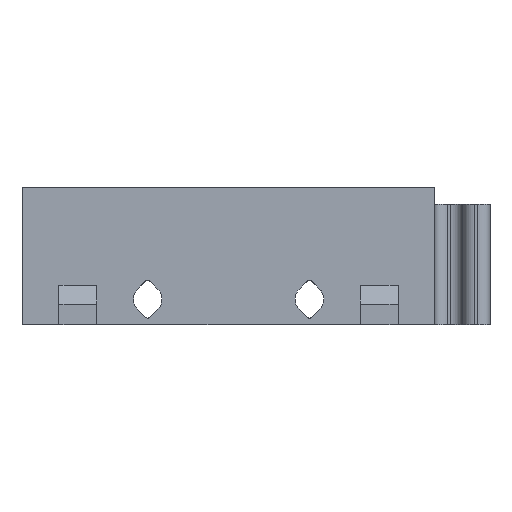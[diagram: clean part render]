
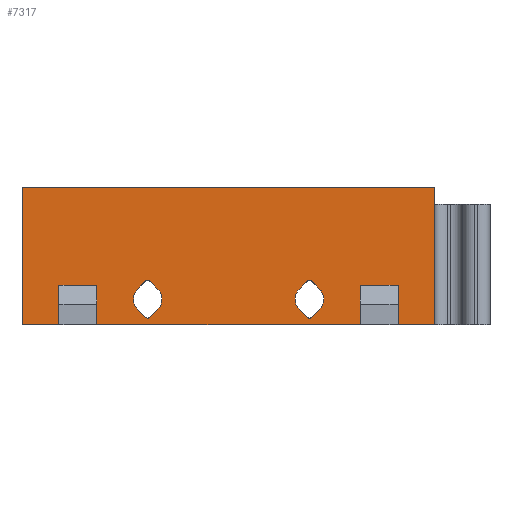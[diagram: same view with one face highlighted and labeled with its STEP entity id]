
A CAD part, front view. The second image highlights one B-rep face of the part: STEP entity #7317.
In plain terms, the highlighted planar face has unit normal (0, -1, 0).
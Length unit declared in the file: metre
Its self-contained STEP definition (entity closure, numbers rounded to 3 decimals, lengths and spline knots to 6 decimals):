
#136=CIRCLE('',#7786,0.0004);
#153=CIRCLE('',#7819,0.002075);
#154=CIRCLE('',#7820,0.0004);
#155=CIRCLE('',#7821,0.002075);
#156=CIRCLE('',#7822,0.0004);
#157=CIRCLE('',#7823,0.002075);
#158=CIRCLE('',#7824,0.002075);
#159=CIRCLE('',#7825,0.0004);
#388=PLANE('',#7818);
#617=LINE('',#10647,#1358);
#689=LINE('',#10963,#1430);
#693=LINE('',#10971,#1434);
#697=LINE('',#10979,#1438);
#904=LINE('',#11594,#1645);
#905=LINE('',#11596,#1646);
#906=LINE('',#11598,#1647);
#907=LINE('',#11599,#1648);
#908=LINE('',#11600,#1649);
#909=LINE('',#11601,#1650);
#910=LINE('',#11603,#1651);
#911=LINE('',#11605,#1652);
#912=LINE('',#11606,#1653);
#913=LINE('',#11611,#1654);
#914=LINE('',#11615,#1655);
#915=LINE('',#11619,#1656);
#916=LINE('',#11625,#1657);
#917=LINE('',#11626,#1658);
#918=LINE('',#11630,#1659);
#919=LINE('',#11634,#1660);
#1358=VECTOR('',#8267,1.);
#1430=VECTOR('',#8395,1.);
#1434=VECTOR('',#8399,1.);
#1438=VECTOR('',#8403,1.);
#1645=VECTOR('',#8928,1.);
#1646=VECTOR('',#8929,1.);
#1647=VECTOR('',#8930,1.);
#1648=VECTOR('',#8931,1.);
#1649=VECTOR('',#8932,1.);
#1650=VECTOR('',#8933,1.);
#1651=VECTOR('',#8934,1.);
#1652=VECTOR('',#8935,1.);
#1653=VECTOR('',#8936,1.);
#1654=VECTOR('',#8939,1.);
#1655=VECTOR('',#8942,1.);
#1656=VECTOR('',#8945,1.);
#1657=VECTOR('',#8950,1.);
#1658=VECTOR('',#8951,1.);
#1659=VECTOR('',#8954,1.);
#1660=VECTOR('',#8957,1.);
#2829=ORIENTED_EDGE('',*,*,#4557,.T.);
#2830=ORIENTED_EDGE('',*,*,#4857,.T.);
#2831=ORIENTED_EDGE('',*,*,#4858,.T.);
#2832=ORIENTED_EDGE('',*,*,#4859,.F.);
#2833=ORIENTED_EDGE('',*,*,#4553,.T.);
#2834=ORIENTED_EDGE('',*,*,#4860,.T.);
#2835=ORIENTED_EDGE('',*,*,#4425,.F.);
#2836=ORIENTED_EDGE('',*,*,#4861,.T.);
#2837=ORIENTED_EDGE('',*,*,#4561,.T.);
#2838=ORIENTED_EDGE('',*,*,#4862,.T.);
#2839=ORIENTED_EDGE('',*,*,#4863,.F.);
#2840=ORIENTED_EDGE('',*,*,#4864,.F.);
#2841=ORIENTED_EDGE('',*,*,#4865,.F.);
#2842=ORIENTED_EDGE('',*,*,#4866,.T.);
#2843=ORIENTED_EDGE('',*,*,#4867,.F.);
#2844=ORIENTED_EDGE('',*,*,#4868,.T.);
#2845=ORIENTED_EDGE('',*,*,#4869,.T.);
#2846=ORIENTED_EDGE('',*,*,#4870,.T.);
#2847=ORIENTED_EDGE('',*,*,#4871,.T.);
#2848=ORIENTED_EDGE('',*,*,#4872,.T.);
#2849=ORIENTED_EDGE('',*,*,#4873,.F.);
#2850=ORIENTED_EDGE('',*,*,#4874,.T.);
#2851=ORIENTED_EDGE('',*,*,#4812,.F.);
#2852=ORIENTED_EDGE('',*,*,#4875,.F.);
#2853=ORIENTED_EDGE('',*,*,#4876,.F.);
#2854=ORIENTED_EDGE('',*,*,#4877,.F.);
#2855=ORIENTED_EDGE('',*,*,#4878,.F.);
#2856=ORIENTED_EDGE('',*,*,#4879,.T.);
#4425=EDGE_CURVE('',#5494,#5495,#617,.F.);
#4553=EDGE_CURVE('',#5623,#5622,#689,.F.);
#4557=EDGE_CURVE('',#5627,#5626,#693,.F.);
#4561=EDGE_CURVE('',#5571,#5630,#697,.F.);
#4812=EDGE_CURVE('',#5837,#5838,#136,.F.);
#4857=EDGE_CURVE('',#5626,#5870,#904,.T.);
#4858=EDGE_CURVE('',#5870,#5871,#905,.T.);
#4859=EDGE_CURVE('',#5623,#5871,#906,.T.);
#4860=EDGE_CURVE('',#5622,#5495,#907,.T.);
#4861=EDGE_CURVE('',#5494,#5571,#908,.T.);
#4862=EDGE_CURVE('',#5630,#5872,#909,.T.);
#4863=EDGE_CURVE('',#5873,#5872,#910,.T.);
#4864=EDGE_CURVE('',#5627,#5873,#911,.T.);
#4865=EDGE_CURVE('',#5874,#5875,#912,.T.);
#4866=EDGE_CURVE('',#5874,#5876,#153,.T.);
#4867=EDGE_CURVE('',#5877,#5876,#913,.T.);
#4868=EDGE_CURVE('',#5877,#5878,#154,.T.);
#4869=EDGE_CURVE('',#5878,#5879,#914,.T.);
#4870=EDGE_CURVE('',#5879,#5880,#155,.T.);
#4871=EDGE_CURVE('',#5880,#5881,#915,.T.);
#4872=EDGE_CURVE('',#5881,#5875,#156,.T.);
#4873=EDGE_CURVE('',#5882,#5883,#157,.F.);
#4874=EDGE_CURVE('',#5882,#5838,#916,.T.);
#4875=EDGE_CURVE('',#5884,#5837,#917,.T.);
#4876=EDGE_CURVE('',#5885,#5884,#158,.F.);
#4877=EDGE_CURVE('',#5886,#5885,#918,.T.);
#4878=EDGE_CURVE('',#5887,#5886,#159,.F.);
#4879=EDGE_CURVE('',#5887,#5883,#919,.T.);
#5494=VERTEX_POINT('',#10648);
#5495=VERTEX_POINT('',#10649);
#5571=VERTEX_POINT('',#10861);
#5622=VERTEX_POINT('',#10962);
#5623=VERTEX_POINT('',#10964);
#5626=VERTEX_POINT('',#10970);
#5627=VERTEX_POINT('',#10972);
#5630=VERTEX_POINT('',#10978);
#5837=VERTEX_POINT('',#11507);
#5838=VERTEX_POINT('',#11509);
#5870=VERTEX_POINT('',#11595);
#5871=VERTEX_POINT('',#11597);
#5872=VERTEX_POINT('',#11602);
#5873=VERTEX_POINT('',#11604);
#5874=VERTEX_POINT('',#11607);
#5875=VERTEX_POINT('',#11608);
#5876=VERTEX_POINT('',#11610);
#5877=VERTEX_POINT('',#11612);
#5878=VERTEX_POINT('',#11614);
#5879=VERTEX_POINT('',#11616);
#5880=VERTEX_POINT('',#11618);
#5881=VERTEX_POINT('',#11620);
#5882=VERTEX_POINT('',#11623);
#5883=VERTEX_POINT('',#11624);
#5884=VERTEX_POINT('',#11627);
#5885=VERTEX_POINT('',#11629);
#5886=VERTEX_POINT('',#11631);
#5887=VERTEX_POINT('',#11633);
#6440=EDGE_LOOP('',(#2829,#2830,#2831,#2832,#2833,#2834,#2835,#2836,#2837,
#2838,#2839,#2840));
#6441=EDGE_LOOP('',(#2841,#2842,#2843,#2844,#2845,#2846,#2847,#2848));
#6442=EDGE_LOOP('',(#2849,#2850,#2851,#2852,#2853,#2854,#2855,#2856));
#6851=FACE_BOUND('',#6440,.T.);
#6852=FACE_BOUND('',#6441,.T.);
#6853=FACE_BOUND('',#6442,.T.);
#7317=ADVANCED_FACE('',(#6851,#6852,#6853),#388,.F.);
#7786=AXIS2_PLACEMENT_3D('',#11508,#8841,#8842);
#7818=AXIS2_PLACEMENT_3D('',#11593,#8926,#8927);
#7819=AXIS2_PLACEMENT_3D('',#11609,#8937,#8938);
#7820=AXIS2_PLACEMENT_3D('',#11613,#8940,#8941);
#7821=AXIS2_PLACEMENT_3D('',#11617,#8943,#8944);
#7822=AXIS2_PLACEMENT_3D('',#11621,#8946,#8947);
#7823=AXIS2_PLACEMENT_3D('',#11622,#8948,#8949);
#7824=AXIS2_PLACEMENT_3D('',#11628,#8952,#8953);
#7825=AXIS2_PLACEMENT_3D('',#11632,#8955,#8956);
#8267=DIRECTION('',(-1.,0.,0.));
#8395=DIRECTION('',(-1.,0.,0.));
#8399=DIRECTION('',(-1.,0.,0.));
#8403=DIRECTION('',(-1.,0.,0.));
#8841=DIRECTION('',(0.,1.,0.));
#8842=DIRECTION('',(-1.,0.,0.));
#8926=DIRECTION('',(0.,1.,0.));
#8927=DIRECTION('',(-1.,0.,0.));
#8928=DIRECTION('',(0.,0.,1.));
#8929=DIRECTION('',(1.,0.,0.));
#8930=DIRECTION('',(0.,0.,1.));
#8931=DIRECTION('',(0.,0.,1.));
#8932=DIRECTION('',(0.,0.,-1.));
#8933=DIRECTION('',(0.,0.,1.));
#8934=DIRECTION('',(-1.,0.,0.));
#8935=DIRECTION('',(0.,0.,1.));
#8936=DIRECTION('',(0.707,0.,-0.707));
#8937=DIRECTION('',(0.,1.,0.));
#8938=DIRECTION('',(-1.,0.,0.));
#8939=DIRECTION('',(-0.707,0.,-0.707));
#8940=DIRECTION('',(0.,1.,0.));
#8941=DIRECTION('',(-1.,0.,0.));
#8942=DIRECTION('',(0.707,0.,-0.707));
#8943=DIRECTION('',(0.,1.,0.));
#8944=DIRECTION('',(-1.,0.,0.));
#8945=DIRECTION('',(-0.707,0.,-0.707));
#8946=DIRECTION('',(0.,1.,0.));
#8947=DIRECTION('',(-1.,0.,0.));
#8948=DIRECTION('',(0.,1.,0.));
#8949=DIRECTION('',(-1.,0.,0.));
#8950=DIRECTION('',(-0.707,0.,-0.707));
#8951=DIRECTION('',(0.707,0.,-0.707));
#8952=DIRECTION('',(0.,1.,0.));
#8953=DIRECTION('',(-1.,0.,0.));
#8954=DIRECTION('',(-0.707,0.,-0.707));
#8955=DIRECTION('',(0.,1.,0.));
#8956=DIRECTION('',(-1.,0.,0.));
#8957=DIRECTION('',(0.707,0.,-0.707));
#10647=CARTESIAN_POINT('',(0.617889,1.230025,0.38));
#10648=CARTESIAN_POINT('',(0.51,1.230025,0.38));
#10649=CARTESIAN_POINT('',(0.569975,1.230025,0.38));
#10861=CARTESIAN_POINT('',(0.51,1.230025,0.36));
#10962=CARTESIAN_POINT('',(0.569975,1.230025,0.36));
#10963=CARTESIAN_POINT('',(0.497889,1.230025,0.36));
#10964=CARTESIAN_POINT('',(0.564642,1.230025,0.36));
#10970=CARTESIAN_POINT('',(0.559142,1.230025,0.36));
#10971=CARTESIAN_POINT('',(0.497889,1.230025,0.36));
#10972=CARTESIAN_POINT('',(0.520858,1.230025,0.36));
#10978=CARTESIAN_POINT('',(0.515358,1.230025,0.36));
#10979=CARTESIAN_POINT('',(0.497889,1.230025,0.36));
#11507=CARTESIAN_POINT('',(0.551451,1.230025,0.361082));
#11508=CARTESIAN_POINT('',(0.551733,1.230025,0.361365));
#11509=CARTESIAN_POINT('',(0.552016,1.230025,0.361082));
#11593=CARTESIAN_POINT('',(0.617889,1.230025,0.38));
#11594=CARTESIAN_POINT('',(0.559142,1.230025,0.36));
#11595=CARTESIAN_POINT('',(0.559142,1.230025,0.36575));
#11596=CARTESIAN_POINT('',(0.561892,1.230025,0.36575));
#11597=CARTESIAN_POINT('',(0.564642,1.230025,0.36575));
#11598=CARTESIAN_POINT('',(0.564642,1.230025,0.36));
#11599=CARTESIAN_POINT('',(0.569975,1.230025,0.38));
#11600=CARTESIAN_POINT('',(0.51,1.230025,0.38));
#11601=CARTESIAN_POINT('',(0.515358,1.230025,0.36));
#11602=CARTESIAN_POINT('',(0.515358,1.230025,0.36575));
#11603=CARTESIAN_POINT('',(0.518108,1.230025,0.36575));
#11604=CARTESIAN_POINT('',(0.520858,1.230025,0.36575));
#11605=CARTESIAN_POINT('',(0.520858,1.230025,0.36));
#11606=CARTESIAN_POINT('',(0.563477,1.230025,0.325588));
#11607=CARTESIAN_POINT('',(0.526799,1.230025,0.362266));
#11608=CARTESIAN_POINT('',(0.527984,1.230025,0.361082));
#11609=CARTESIAN_POINT('',(0.528267,1.230025,0.363733));
#11610=CARTESIAN_POINT('',(0.526799,1.230025,0.365201));
#11611=CARTESIAN_POINT('',(0.579744,1.230025,0.418145));
#11612=CARTESIAN_POINT('',(0.527984,1.230025,0.366385));
#11613=CARTESIAN_POINT('',(0.528267,1.230025,0.366102));
#11614=CARTESIAN_POINT('',(0.528549,1.230025,0.366385));
#11615=CARTESIAN_POINT('',(0.566412,1.230025,0.328523));
#11616=CARTESIAN_POINT('',(0.529734,1.230025,0.365201));
#11617=CARTESIAN_POINT('',(0.528267,1.230025,0.363733));
#11618=CARTESIAN_POINT('',(0.529734,1.230025,0.362266));
#11619=CARTESIAN_POINT('',(0.582678,1.230025,0.415211));
#11620=CARTESIAN_POINT('',(0.528549,1.230025,0.361082));
#11621=CARTESIAN_POINT('',(0.528267,1.230025,0.361365));
#11622=CARTESIAN_POINT('',(0.551733,1.230025,0.363733));
#11623=CARTESIAN_POINT('',(0.553201,1.230025,0.362266));
#11624=CARTESIAN_POINT('',(0.553201,1.230025,0.365201));
#11625=CARTESIAN_POINT('',(0.594412,1.230025,0.403477));
#11626=CARTESIAN_POINT('',(0.575211,1.230025,0.337322));
#11627=CARTESIAN_POINT('',(0.550266,1.230025,0.362266));
#11628=CARTESIAN_POINT('',(0.551733,1.230025,0.363733));
#11629=CARTESIAN_POINT('',(0.550266,1.230025,0.365201));
#11630=CARTESIAN_POINT('',(0.591477,1.230025,0.406412));
#11631=CARTESIAN_POINT('',(0.551451,1.230025,0.366385));
#11632=CARTESIAN_POINT('',(0.551733,1.230025,0.366102));
#11633=CARTESIAN_POINT('',(0.552016,1.230025,0.366385));
#11634=CARTESIAN_POINT('',(0.578145,1.230025,0.340256));
